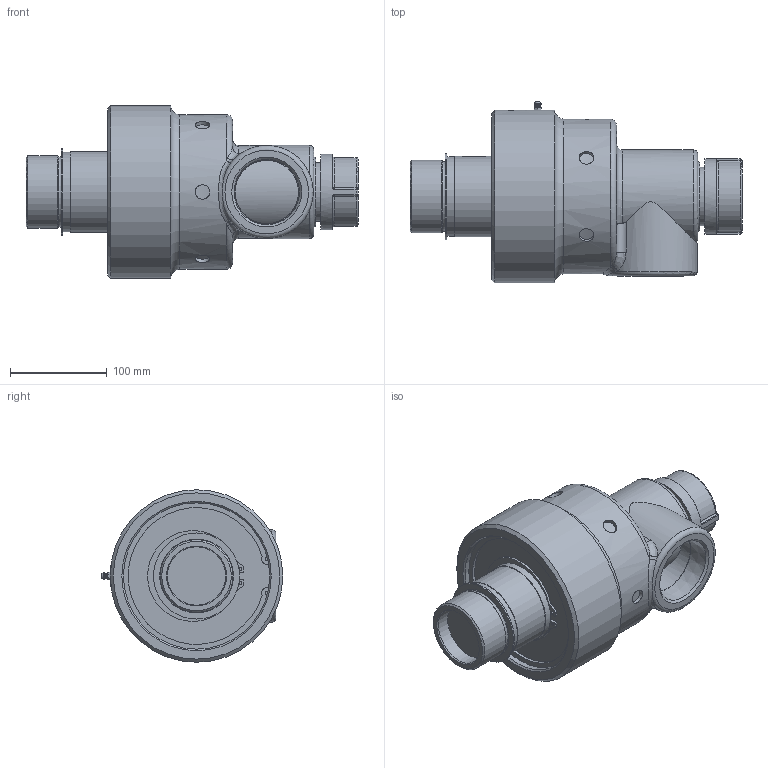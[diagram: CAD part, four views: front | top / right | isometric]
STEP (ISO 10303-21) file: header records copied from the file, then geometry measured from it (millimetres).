
FILE_DESCRIPTION(/* description */ (''),/* implementation_level */ '2;1');
FILE_NAME(/* name */ '755-700-330-IC.stp',/* time_stamp */ '2020-05-20T11:30:29-05:00',/* author */ ('dyurkovich'),/* organization */ (''),/* preprocessor_version */ 'ST-DEVELOPER v18',/* originating_system */ 'Autodesk Inventor 2020',/* authorisation */ '');
FILE_SCHEMA (('AUTOMOTIVE_DESIGN { 1 0 10303 214 3 1 1 }'));
Products named in the file (1): 755-700-330-IC
Bounding box: 342.82 x 187.56 x 178.18 mm (x, y, z)
Volume: 4097210.2 mm3; surface area: 208555.1 mm2
Topology: 1 solids, 1 shells, 448 faces, 1176 edges, 785 vertices
Faces by surface type: bspline 188, plane 135, cylinder 92, torus 15, cone 14, sphere 4
Full cylindrical faces by diameter (mm): 3.175 x2, 3.962 x2, 6.325 x1, 15 x6, 60.3 x1, 65.481 x1, 75.184 x1, 76.2 x1, 77.85 x1, 80.6 x1, 82 x1, 83.3 x1, 84.96 x1, 88.9 x1, 151 x1, 159.9 x1, 178.18 x1
Entity records: 51958 total; most frequent: CARTESIAN_POINT 41529, ORIENTED_EDGE 2352, DIRECTION 1701, EDGE_CURVE 1176, VERTEX_POINT 785, AXIS2_PLACEMENT_3D 645, EDGE_LOOP 505, FACE_OUTER_BOUND 448
